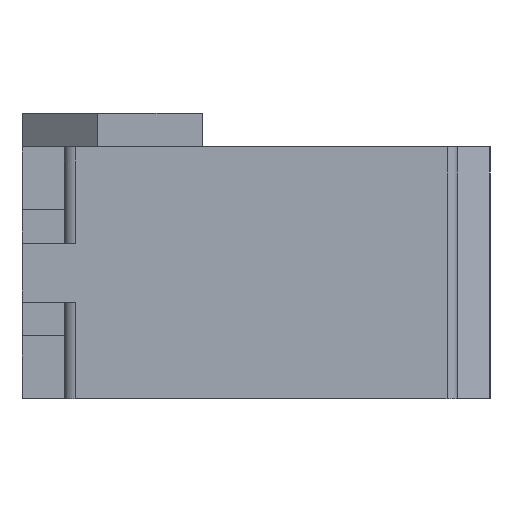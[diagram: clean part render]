
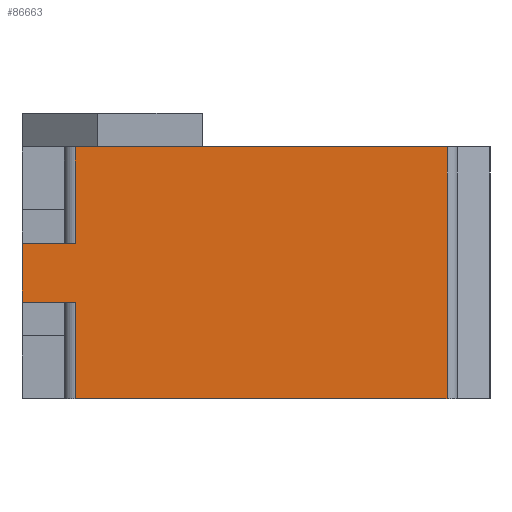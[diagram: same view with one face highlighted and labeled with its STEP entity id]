
A CAD part, left-side view. The second image highlights one B-rep face of the part: STEP entity #86663.
In plain terms, the highlighted planar face has unit normal (-1, 0, 0).
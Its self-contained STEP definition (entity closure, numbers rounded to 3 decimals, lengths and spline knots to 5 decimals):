
#7788=FACE_OUTER_BOUND('',#12455,.T.);
#12455=EDGE_LOOP('',(#74537,#74538,#74539,#74540,#74541,#74542,#74543,#74544));
#22222=LINE('',#142702,#32093);
#22231=LINE('',#142720,#32102);
#22236=LINE('',#142733,#32107);
#22238=LINE('',#142738,#32109);
#22239=LINE('',#142741,#32110);
#22306=LINE('',#142882,#32177);
#22315=LINE('',#142899,#32186);
#22328=LINE('',#142930,#32199);
#32093=VECTOR('',#112188,0.3937);
#32102=VECTOR('',#112201,0.3937);
#32107=VECTOR('',#112216,0.3937);
#32109=VECTOR('',#112222,0.3937);
#32110=VECTOR('',#112225,0.3937);
#32177=VECTOR('',#112354,0.3937);
#32186=VECTOR('',#112365,0.3937);
#32199=VECTOR('',#112414,0.3937);
#39332=VERTEX_POINT('',#142698);
#39333=VERTEX_POINT('',#142700);
#39340=VERTEX_POINT('',#142719);
#39343=VERTEX_POINT('',#142731);
#39344=VERTEX_POINT('',#142736);
#39345=VERTEX_POINT('',#142740);
#39388=VERTEX_POINT('',#142881);
#39395=VERTEX_POINT('',#142897);
#51000=EDGE_CURVE('',#39332,#39333,#22222,.T.);
#51009=EDGE_CURVE('',#39332,#39340,#22231,.T.);
#51018=EDGE_CURVE('',#39343,#39333,#22236,.T.);
#51021=EDGE_CURVE('',#39344,#39343,#22238,.T.);
#51022=EDGE_CURVE('',#39340,#39345,#22239,.T.);
#51092=EDGE_CURVE('',#39388,#39345,#22306,.T.);
#51101=EDGE_CURVE('',#39344,#39395,#22315,.T.);
#51114=EDGE_CURVE('',#39388,#39395,#22328,.T.);
#74537=ORIENTED_EDGE('',*,*,#51000,.T.);
#74538=ORIENTED_EDGE('',*,*,#51018,.F.);
#74539=ORIENTED_EDGE('',*,*,#51021,.F.);
#74540=ORIENTED_EDGE('',*,*,#51101,.T.);
#74541=ORIENTED_EDGE('',*,*,#51114,.F.);
#74542=ORIENTED_EDGE('',*,*,#51092,.T.);
#74543=ORIENTED_EDGE('',*,*,#51022,.F.);
#74544=ORIENTED_EDGE('',*,*,#51009,.F.);
#77746=PLANE('',#91971);
#86663=ADVANCED_FACE('',(#7788),#77746,.T.);
#91971=AXIS2_PLACEMENT_3D('',#142929,#112412,#112413);
#112188=DIRECTION('',(0.,0.,1.));
#112201=DIRECTION('',(0.,1.,0.));
#112216=DIRECTION('',(0.,-1.,0.));
#112222=DIRECTION('',(0.,0.,1.));
#112225=DIRECTION('',(0.,0.,1.));
#112354=DIRECTION('',(0.,-1.,0.));
#112365=DIRECTION('',(0.,1.,0.));
#112412=DIRECTION('center_axis',(-1.,0.,0.));
#112413=DIRECTION('ref_axis',(0.,-1.,0.));
#112414=DIRECTION('',(0.,0.,1.));
#142698=CARTESIAN_POINT('',(-1.0748,-0.3746,-0.136));
#142700=CARTESIAN_POINT('',(-1.0748,-0.3746,0.104));
#142702=CARTESIAN_POINT('',(-1.0748,-0.3746,0.104));
#142719=CARTESIAN_POINT('',(-1.0748,-0.02035,-0.136));
#142720=CARTESIAN_POINT('',(-1.0748,0.0304,-0.136));
#142731=CARTESIAN_POINT('',(-1.0748,-0.02035,0.104));
#142733=CARTESIAN_POINT('',(-1.0748,0.0304,0.104));
#142736=CARTESIAN_POINT('',(-1.0748,-0.02035,0.012));
#142738=CARTESIAN_POINT('',(-1.0748,-0.02035,0.044));
#142740=CARTESIAN_POINT('',(-1.0748,-0.02035,-0.044));
#142741=CARTESIAN_POINT('',(-1.0748,-0.02035,-0.03));
#142881=CARTESIAN_POINT('',(-1.0748,0.0304,-0.044));
#142882=CARTESIAN_POINT('',(-1.0748,0.0304,-0.044));
#142897=CARTESIAN_POINT('',(-1.0748,0.0304,0.012));
#142899=CARTESIAN_POINT('',(-1.0748,0.0104,0.012));
#142929=CARTESIAN_POINT('Origin',(-1.0748,0.0304,
-0.016));
#142930=CARTESIAN_POINT('',(-1.0748,0.0304,-0.016));
